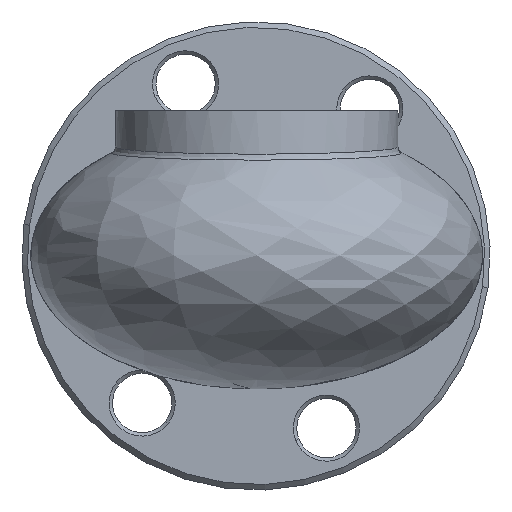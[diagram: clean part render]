
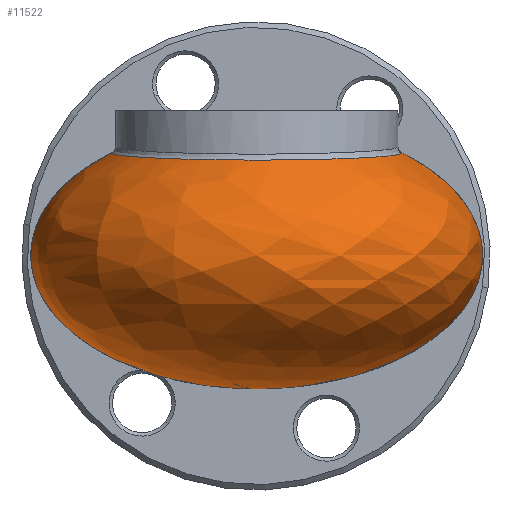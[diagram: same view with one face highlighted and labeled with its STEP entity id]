
A CAD part, left-side view. The second image highlights one B-rep face of the part: STEP entity #11522.
In plain terms, the highlighted free-form (B-spline) face has degree [2, 2] with [5, 5] control points.
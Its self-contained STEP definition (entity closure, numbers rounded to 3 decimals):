
#11219=CARTESIAN_POINT('',(-36.437,12.313,5.306));
#11220=VERTEX_POINT('',#11219);
#11228=CARTESIAN_POINT('',(-36.437,-8.742,5.306));
#11229=VERTEX_POINT('',#11228);
#11230=CARTESIAN_POINT('',(-36.437,12.313,5.306));
#11231=CARTESIAN_POINT('',(-38.489,12.312,5.212));
#11232=CARTESIAN_POINT('',(-40.538,11.697,5.116));
#11233=CARTESIAN_POINT('',(-43.673,9.61,4.967));
#11234=CARTESIAN_POINT('',(-44.846,8.332,4.91));
#11235=CARTESIAN_POINT('',(-46.174,5.909,4.846));
#11236=CARTESIAN_POINT('',(-46.541,4.902,4.828));
#11237=CARTESIAN_POINT('',(-46.887,3.174,4.811));
#11238=CARTESIAN_POINT('',(-46.955,2.483,4.807));
#11239=CARTESIAN_POINT('',(-46.957,0.747,4.807));
#11240=CARTESIAN_POINT('',(-46.798,-0.319,4.815));
#11241=CARTESIAN_POINT('',(-45.985,-2.944,4.855));
#11242=CARTESIAN_POINT('',(-45.083,-4.44,4.899));
#11243=CARTESIAN_POINT('',(-42.39,-7.152,5.028));
#11244=CARTESIAN_POINT('',(-40.388,-8.206,5.123));
#11245=CARTESIAN_POINT('',(-37.655,-8.688,5.25));
#11246=CARTESIAN_POINT('',(-37.043,-8.742,5.278));
#11247=CARTESIAN_POINT('',(-36.437,-8.742,5.306));
#11248=B_SPLINE_CURVE_WITH_KNOTS('',3,(#11230,#11231,#11232,#11233,#11234,#11235,#11236,#11237,#11238,#11239,#11240,#11241,#11242,#11243,#11244,#11245,#11246,#11247),.UNSPECIFIED.,.F.,.U.,(4,2,2,2,2,2,2,2,4),(-3.36,-2.73,-2.215,-1.89,-1.68,-1.358,-0.843,-0.186,0.0),.UNSPECIFIED.);
#11249=EDGE_CURVE('',#11220,#11229,#11248,.T.);
#11327=CARTESIAN_POINT('',(-35.457,-8.742,5.328));
#11328=VERTEX_POINT('',#11327);
#11342=CARTESIAN_POINT('',(-36.437,-8.742,5.306));
#11343=CARTESIAN_POINT('',(-36.396,-8.742,5.308));
#11344=CARTESIAN_POINT('',(-36.355,-8.742,5.31));
#11345=CARTESIAN_POINT('',(-36.249,-8.742,5.314));
#11346=CARTESIAN_POINT('',(-36.184,-8.742,5.316));
#11347=CARTESIAN_POINT('',(-36.014,-8.742,5.321));
#11348=CARTESIAN_POINT('',(-35.91,-8.742,5.324));
#11349=CARTESIAN_POINT('',(-35.689,-8.742,5.327));
#11350=CARTESIAN_POINT('',(-35.573,-8.742,5.328));
#11351=CARTESIAN_POINT('',(-35.457,-8.742,5.328));
#11352=B_SPLINE_CURVE_WITH_KNOTS('',3,(#11342,#11343,#11344,#11345,#11346,#11347,#11348,#11349,#11350,#11351),.UNSPECIFIED.,.F.,.U.,(4,2,2,2,4),(-0.1,-0.088,-0.068,-0.036,0.),.UNSPECIFIED.);
#11353=EDGE_CURVE('',#11229,#11328,#11352,.T.);
#11419=CARTESIAN_POINT('',(-35.457,12.314,5.328));
#11420=VERTEX_POINT('',#11419);
#11432=CARTESIAN_POINT('',(-35.457,12.314,5.328));
#11433=CARTESIAN_POINT('',(-35.573,12.314,5.328));
#11434=CARTESIAN_POINT('',(-35.689,12.314,5.327));
#11435=CARTESIAN_POINT('',(-35.91,12.314,5.324));
#11436=CARTESIAN_POINT('',(-36.014,12.314,5.321));
#11437=CARTESIAN_POINT('',(-36.184,12.314,5.316));
#11438=CARTESIAN_POINT('',(-36.249,12.314,5.314));
#11439=CARTESIAN_POINT('',(-36.355,12.314,5.31));
#11440=CARTESIAN_POINT('',(-36.396,12.313,5.308));
#11441=CARTESIAN_POINT('',(-36.437,12.313,5.306));
#11442=B_SPLINE_CURVE_WITH_KNOTS('',3,(#11432,#11433,#11434,#11435,#11436,#11437,#11438,#11439,#11440,#11441),.UNSPECIFIED.,.F.,.U.,(4,2,2,2,4),(-0.1,-0.065,-0.033,-0.013,0.0),.UNSPECIFIED.);
#11443=EDGE_CURVE('',#11420,#11220,#11442,.T.);
#11450=CARTESIAN_POINT('',(-35.457,12.254,5.358));
#11451=CARTESIAN_POINT('',(-35.457,18.186,2.449));
#11452=CARTESIAN_POINT('',(-35.457,18.186,-2.109));
#11453=CARTESIAN_POINT('',(-35.457,18.186,-11.809));
#11454=CARTESIAN_POINT('',(-35.457,1.786,-11.809));
#11455=CARTESIAN_POINT('',(-45.925,12.254,5.358));
#11456=CARTESIAN_POINT('',(-51.857,18.186,2.449));
#11457=CARTESIAN_POINT('',(-51.857,18.186,-2.109));
#11458=CARTESIAN_POINT('',(-51.857,18.186,-11.809));
#11459=CARTESIAN_POINT('',(-35.457,1.786,-11.809));
#11460=CARTESIAN_POINT('',(-45.925,1.786,5.358));
#11461=CARTESIAN_POINT('',(-51.857,1.786,2.449));
#11462=CARTESIAN_POINT('',(-51.857,1.786,-2.109));
#11463=CARTESIAN_POINT('',(-51.857,1.786,-11.809));
#11464=CARTESIAN_POINT('',(-35.457,1.786,-11.809));
#11465=CARTESIAN_POINT('',(-45.925,-8.682,5.358));
#11466=CARTESIAN_POINT('',(-51.857,-14.614,2.449));
#11467=CARTESIAN_POINT('',(-51.857,-14.614,-2.109));
#11468=CARTESIAN_POINT('',(-51.857,-14.614,-11.809));
#11469=CARTESIAN_POINT('',(-35.457,1.786,-11.809));
#11470=CARTESIAN_POINT('',(-35.457,-8.682,5.358));
#11471=CARTESIAN_POINT('',(-35.457,-14.614,2.449));
#11472=CARTESIAN_POINT('',(-35.457,-14.614,-2.109));
#11473=CARTESIAN_POINT('',(-35.457,-14.614,-11.809));
#11474=CARTESIAN_POINT('',(-35.457,1.786,-11.809));
#11482=(BOUNDED_SURFACE()B_SPLINE_SURFACE(2,2,((#11450,#11455,#11460,#11465,#11470),(#11451,#11456,#11461,#11466,#11471),(#11452,#11457,#11462,#11467,#11472),(#11453,#11458,#11463,#11468,#11473),(#11454,#11459,#11464,#11469,#11474)),.UNSPECIFIED.,.F.,.F.,.U.)B_SPLINE_SURFACE_WITH_KNOTS((3,2,3),(3,2,3),(0.697,1.571,3.142),(0.0,1.571,3.142),.UNSPECIFIED.)GEOMETRIC_REPRESENTATION_ITEM()RATIONAL_B_SPLINE_SURFACE(((0.855,0.605,0.855,0.605,0.855),(0.837,0.592,0.837,0.592,0.837),(1.0,0.707,1.0,0.707,1.0),(0.707,0.5,0.707,0.5,0.707),(1.0,0.707,1.0,0.707,1.0)))REPRESENTATION_ITEM('')SURFACE());
#11483=ORIENTED_EDGE('',*,*,#11353,.F.);
#11484=ORIENTED_EDGE('',*,*,#11249,.F.);
#11485=ORIENTED_EDGE('',*,*,#11443,.F.);
#11486=CARTESIAN_POINT('',(-35.457,12.036,-9.681));
#11487=VERTEX_POINT('',#11486);
#11488=CARTESIAN_POINT('',(-35.457,1.786,-2.109));
#11489=DIRECTION('',(-1.0,0.0,0.0));
#11490=DIRECTION('',(0.0,0.0,1.0));
#11491=AXIS2_PLACEMENT_3D('',#11488,#11489,#11490);
#11492=ELLIPSE('',#11491,9.7,16.4);
#11493=EDGE_CURVE('',#11420,#11487,#11492,.T.);
#11494=ORIENTED_EDGE('',*,*,#11493,.T.);
#11495=CARTESIAN_POINT('',(-35.457,1.786,-11.809));
#11496=VERTEX_POINT('',#11495);
#11497=CARTESIAN_POINT('',(-35.457,1.786,-2.109));
#11498=DIRECTION('',(-1.0,0.0,0.0));
#11499=DIRECTION('',(0.0,0.0,1.0));
#11500=AXIS2_PLACEMENT_3D('',#11497,#11498,#11499);
#11501=ELLIPSE('',#11500,9.7,16.4);
#11502=EDGE_CURVE('',#11487,#11496,#11501,.T.);
#11503=ORIENTED_EDGE('',*,*,#11502,.T.);
#11504=CARTESIAN_POINT('',(-35.457,-8.464,-9.681));
#11505=VERTEX_POINT('',#11504);
#11506=CARTESIAN_POINT('',(-35.457,1.786,-2.109));
#11507=DIRECTION('',(-1.0,0.0,0.0));
#11508=DIRECTION('',(0.0,0.0,1.0));
#11509=AXIS2_PLACEMENT_3D('',#11506,#11507,#11508);
#11510=ELLIPSE('',#11509,9.7,16.4);
#11511=EDGE_CURVE('',#11496,#11505,#11510,.T.);
#11512=ORIENTED_EDGE('',*,*,#11511,.T.);
#11513=CARTESIAN_POINT('',(-35.457,1.786,-2.109));
#11514=DIRECTION('',(-1.0,0.0,0.0));
#11515=DIRECTION('',(0.0,0.0,1.0));
#11516=AXIS2_PLACEMENT_3D('',#11513,#11514,#11515);
#11517=ELLIPSE('',#11516,9.7,16.4);
#11518=EDGE_CURVE('',#11505,#11328,#11517,.T.);
#11519=ORIENTED_EDGE('',*,*,#11518,.T.);
#11520=EDGE_LOOP('',(#11483,#11484,#11485,#11494,#11503,#11512,#11519));
#11521=FACE_OUTER_BOUND('',#11520,.T.);
#11522=ADVANCED_FACE('',(#11521),#11482,.T.);
